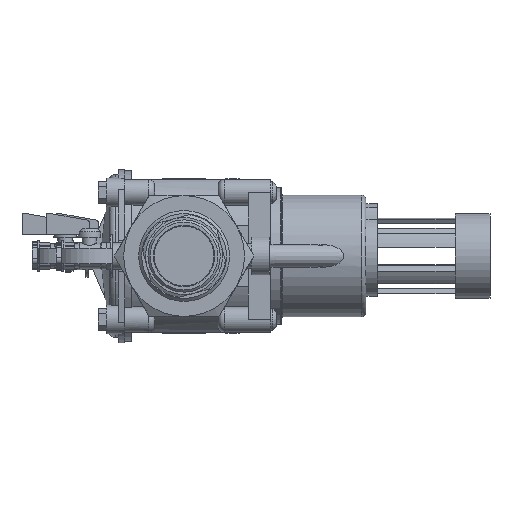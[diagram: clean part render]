
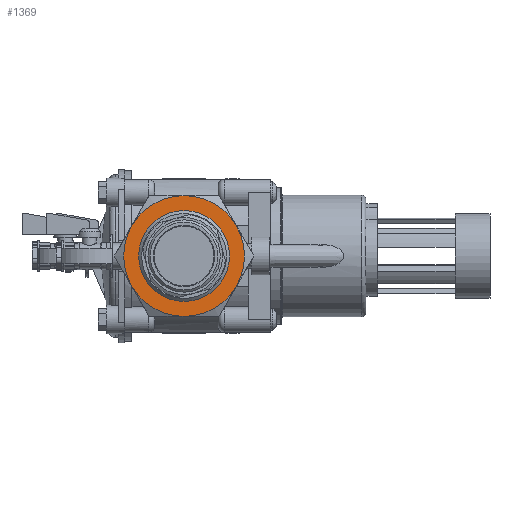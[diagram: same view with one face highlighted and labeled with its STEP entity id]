
A CAD part, left-side view. The second image highlights one B-rep face of the part: STEP entity #1369.
In plain terms, the highlighted planar face has unit normal (-1, 0, 0).
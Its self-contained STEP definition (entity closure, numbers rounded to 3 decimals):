
#1369 = ADVANCED_FACE( '', ( #3223, #3224 ), #3225, .F. );
#3223 = FACE_OUTER_BOUND( '', #5627, .T. );
#3224 = FACE_BOUND( '', #5628, .T. );
#3225 = PLANE( '', #5629 );
#5627 = EDGE_LOOP( '', ( #9855, #9856, #9857, #9858, #9859, #9860 ) );
#5628 = EDGE_LOOP( '', ( #9861 ) );
#5629 = AXIS2_PLACEMENT_3D( '', #9862, #9863, #9864 );
#9855 = ORIENTED_EDGE( '', *, *, #15342, .F. );
#9856 = ORIENTED_EDGE( '', *, *, #15343, .F. );
#9857 = ORIENTED_EDGE( '', *, *, #14048, .F. );
#9858 = ORIENTED_EDGE( '', *, *, #14500, .F. );
#9859 = ORIENTED_EDGE( '', *, *, #14203, .F. );
#9860 = ORIENTED_EDGE( '', *, *, #14161, .F. );
#9861 = ORIENTED_EDGE( '', *, *, #15344, .T. );
#9862 = CARTESIAN_POINT( '', ( -111., 30.1, 0. ) );
#9863 = DIRECTION( '', ( 1., 0., 0. ) );
#9864 = DIRECTION( '', ( 0., 0., -1. ) );
#14048 = EDGE_CURVE( '', #16851, #16852, #16853, .T. );
#14161 = EDGE_CURVE( '', #17051, #17052, #17053, .T. );
#14203 = EDGE_CURVE( '', #17052, #16649, #17130, .T. );
#14500 = EDGE_CURVE( '', #16649, #16851, #17643, .T. );
#15342 = EDGE_CURVE( '', #18948, #17051, #18949, .T. );
#15343 = EDGE_CURVE( '', #16852, #18948, #18950, .T. );
#15344 = EDGE_CURVE( '', #18951, #18951, #18952, .T. );
#16649 = VERTEX_POINT( '', #20791 );
#16851 = VERTEX_POINT( '', #21111 );
#16852 = VERTEX_POINT( '', #21112 );
#16853 = CIRCLE( '', #21113, 40. );
#17051 = VERTEX_POINT( '', #21450 );
#17052 = VERTEX_POINT( '', #21451 );
#17053 = CIRCLE( '', #21452, 40. );
#17130 = CIRCLE( '', #21565, 40. );
#17643 = CIRCLE( '', #22420, 40. );
#18948 = VERTEX_POINT( '', #24679 );
#18949 = CIRCLE( '', #24680, 40. );
#18950 = CIRCLE( '', #24681, 40. );
#18951 = VERTEX_POINT( '', #24682 );
#18952 = CIRCLE( '', #24683, 30.1 );
#20791 = CARTESIAN_POINT( '', ( -111., -34.641, 20. ) );
#21111 = CARTESIAN_POINT( '', ( -111., -34.641, -20. ) );
#21112 = CARTESIAN_POINT( '', ( -111., 0., -40. ) );
#21113 = AXIS2_PLACEMENT_3D( '', #27666, #27667, #27668 );
#21450 = CARTESIAN_POINT( '', ( -111., 34.641, 20. ) );
#21451 = CARTESIAN_POINT( '', ( -111., 0., 40. ) );
#21452 = AXIS2_PLACEMENT_3D( '', #27806, #27807, #27808 );
#21565 = AXIS2_PLACEMENT_3D( '', #27884, #27885, #27886 );
#22420 = AXIS2_PLACEMENT_3D( '', #28239, #28240, #28241 );
#24679 = CARTESIAN_POINT( '', ( -111., 34.641, -20. ) );
#24680 = AXIS2_PLACEMENT_3D( '', #29292, #29293, #29294 );
#24681 = AXIS2_PLACEMENT_3D( '', #29295, #29296, #29297 );
#24682 = CARTESIAN_POINT( '', ( -111., 0., -30.1 ) );
#24683 = AXIS2_PLACEMENT_3D( '', #29298, #29299, #29300 );
#27666 = CARTESIAN_POINT( '', ( -111., 0., 0. ) );
#27667 = DIRECTION( '', ( 1., 0., 0. ) );
#27668 = DIRECTION( '', ( 0., 0., -1. ) );
#27806 = CARTESIAN_POINT( '', ( -111., 0., 0. ) );
#27807 = DIRECTION( '', ( 1., 0., 0. ) );
#27808 = DIRECTION( '', ( 0., 0., -1. ) );
#27884 = CARTESIAN_POINT( '', ( -111., 0., 0. ) );
#27885 = DIRECTION( '', ( 1., 0., 0. ) );
#27886 = DIRECTION( '', ( 0., 0., -1. ) );
#28239 = CARTESIAN_POINT( '', ( -111., 0., 0. ) );
#28240 = DIRECTION( '', ( 1., 0., 0. ) );
#28241 = DIRECTION( '', ( 0., 0., -1. ) );
#29292 = CARTESIAN_POINT( '', ( -111., 0., 0. ) );
#29293 = DIRECTION( '', ( 1., 0., 0. ) );
#29294 = DIRECTION( '', ( 0., 0., -1. ) );
#29295 = CARTESIAN_POINT( '', ( -111., 0., 0. ) );
#29296 = DIRECTION( '', ( 1., 0., 0. ) );
#29297 = DIRECTION( '', ( 0., 0., -1. ) );
#29298 = CARTESIAN_POINT( '', ( -111., 0., 0. ) );
#29299 = DIRECTION( '', ( 1., 0., 0. ) );
#29300 = DIRECTION( '', ( 0., 0., -1. ) );
